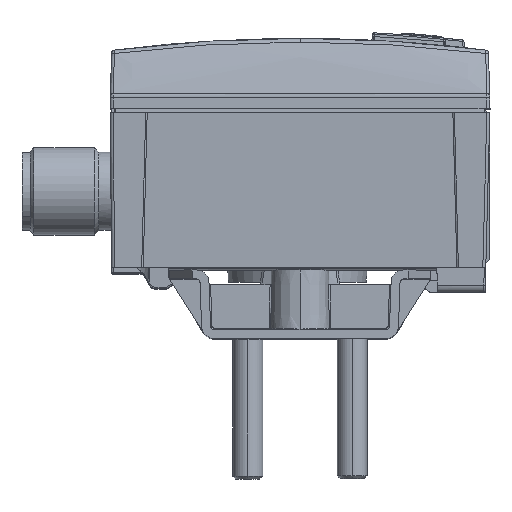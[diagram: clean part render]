
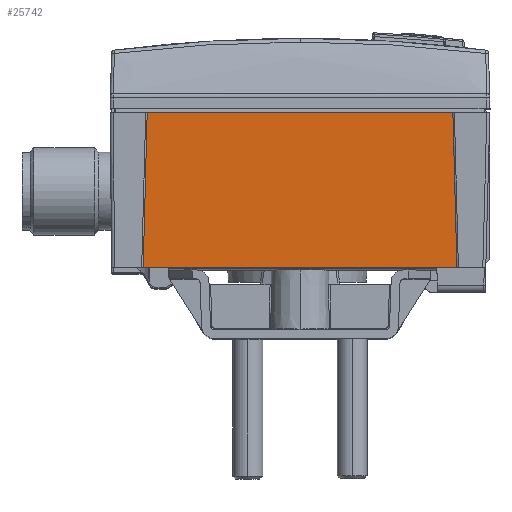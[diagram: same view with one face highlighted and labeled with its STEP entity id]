
A CAD part, top view. The second image highlights one B-rep face of the part: STEP entity #25742.
In plain terms, the highlighted planar face has unit normal (0, -0.026, 1).
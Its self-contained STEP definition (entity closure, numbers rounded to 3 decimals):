
#996 = VECTOR ( 'NONE', #49008, 1000. ) ;
#2189 = LINE ( 'NONE', #46654, #28539 ) ;
#4602 = VECTOR ( 'NONE', #15712, 1000. ) ;
#5046 = CARTESIAN_POINT ( 'NONE',  ( -21.898, 30.3, 17.074 ) ) ;
#5477 = VERTEX_POINT ( 'NONE', #10181 ) ;
#6365 = ORIENTED_EDGE ( 'NONE', *, *, #30544, .F. ) ;
#10181 = CARTESIAN_POINT ( 'NONE',  ( 21.056, 9.6, 16.532 ) ) ;
#11188 = DIRECTION ( 'NONE',  ( 0., 0.026, -1. ) ) ;
#13210 = CARTESIAN_POINT ( 'NONE',  ( -21.056, 9.6, 16.532 ) ) ;
#15051 = LINE ( 'NONE', #28748, #996 ) ;
#15712 = DIRECTION ( 'NONE',  ( 1., 0., 0. ) ) ;
#17816 = ORIENTED_EDGE ( 'NONE', *, *, #36438, .F. ) ;
#18202 = EDGE_CURVE ( 'NONE', #5477, #37796, #15051, .T. ) ;
#21590 = PLANE ( 'NONE',  #53652 ) ;
#25742 = ADVANCED_FACE ( 'NONE', ( #66768 ), #21590, .F. ) ;
#28539 = VECTOR ( 'NONE', #51917, 1000. ) ;
#28748 = CARTESIAN_POINT ( 'NONE',  ( -21.898, 9.6, 16.532 ) ) ;
#30544 = EDGE_CURVE ( 'NONE', #51824, #50121, #44900, .T. ) ;
#34292 = LINE ( 'NONE', #59432, #62197 ) ;
#35961 = CARTESIAN_POINT ( 'NONE',  ( -20.514, 30.3, 17.074 ) ) ;
#36438 = EDGE_CURVE ( 'NONE', #50121, #5477, #2189, .T. ) ;
#37796 = VERTEX_POINT ( 'NONE', #13210 ) ;
#42571 = CARTESIAN_POINT ( 'NONE',  ( -21.898, 9.176, 16.521 ) ) ;
#44900 = LINE ( 'NONE', #5046, #4602 ) ;
#46654 = CARTESIAN_POINT ( 'NONE',  ( 20.514, 30.3, 17.074 ) ) ;
#46664 = ORIENTED_EDGE ( 'NONE', *, *, #65985, .F. ) ;
#47908 = ORIENTED_EDGE ( 'NONE', *, *, #18202, .F. ) ;
#47919 = DIRECTION ( 'NONE',  ( 0., -1., -0.026 ) ) ;
#49008 = DIRECTION ( 'NONE',  ( -1., 0., 0. ) ) ;
#50121 = VERTEX_POINT ( 'NONE', #64162 ) ;
#51824 = VERTEX_POINT ( 'NONE', #35961 ) ;
#51917 = DIRECTION ( 'NONE',  ( 0.026, -0.999, -0.026 ) ) ;
#53652 = AXIS2_PLACEMENT_3D ( 'NONE', #42571, #11188, #47919 ) ;
#59432 = CARTESIAN_POINT ( 'NONE',  ( -21.056, 9.6, 16.532 ) ) ;
#62197 = VECTOR ( 'NONE', #64478, 1000. ) ;
#64162 = CARTESIAN_POINT ( 'NONE',  ( 20.514, 30.3, 17.074 ) ) ;
#64478 = DIRECTION ( 'NONE',  ( 0.026, 0.999, 0.026 ) ) ;
#65985 = EDGE_CURVE ( 'NONE', #37796, #51824, #34292, .T. ) ;
#66768 = FACE_OUTER_BOUND ( 'NONE', #67892, .T. ) ;
#67892 = EDGE_LOOP ( 'NONE', ( #6365, #46664, #47908, #17816 ) ) ;
